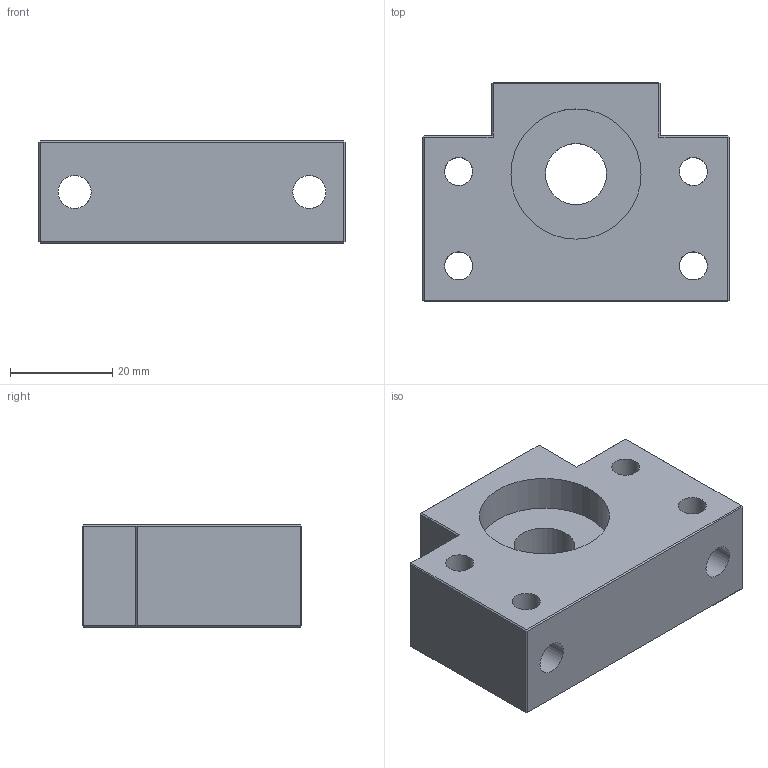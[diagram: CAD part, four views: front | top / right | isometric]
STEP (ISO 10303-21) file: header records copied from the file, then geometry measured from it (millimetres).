
FILE_DESCRIPTION(/* description */ ('','CAx-IF Rec.Pracs.---Representation and Presentation of Product Manufacturing Information (PMI)---4.0---2014-10-13'),/* implementation_level */ '2;1');
FILE_NAME(/* name */ 'BF12 End Stop v1.step',/* time_stamp */ '2025-01-07T00:33:18+05:30',/* author */ (''),/* organization */ (''),/* preprocessor_version */ 'ST-DEVELOPER v20',/* originating_system */ 'Autodesk Translation Framework v13.20.0.188',/* authorisation */ '');
FILE_SCHEMA (('AP242_MANAGED_MODEL_BASED_3D_ENGINEERING_MIM_LF { 1 0 10303 442 1 1 4 }'));
Length unit declared in the file: millimetre
Products named in the file (1): BF12 End Stop
Bounding box: 60 x 43 x 20 mm (x, y, z)
Volume: 35614.1 mm3; surface area: 11479.8 mm2
Topology: 1 solids, 1 shells, 63 faces, 131 edges, 74 vertices
Faces by surface type: plane 48, cylinder 15
Full cylindrical faces by diameter (mm): 5.5 x8, 6.5 x2, 10 x2, 11.95 x1, 25.5 x2
Entity records: 2003 total; most frequent: CARTESIAN_POINT 597, DIRECTION 273, ORIENTED_EDGE 262, EDGE_CURVE 131, LINE 101, VECTOR 101, EDGE_LOOP 89, AXIS2_PLACEMENT_3D 86
